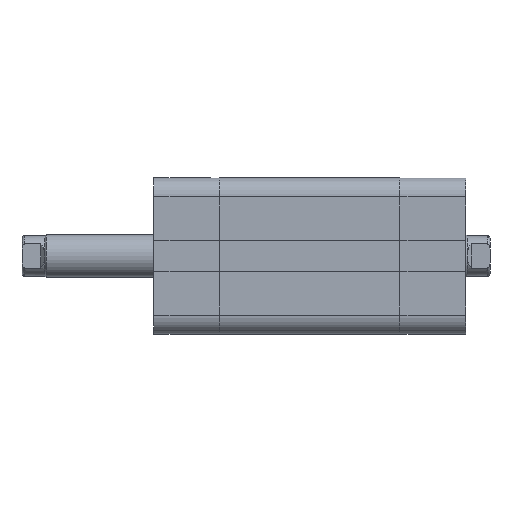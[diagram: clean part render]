
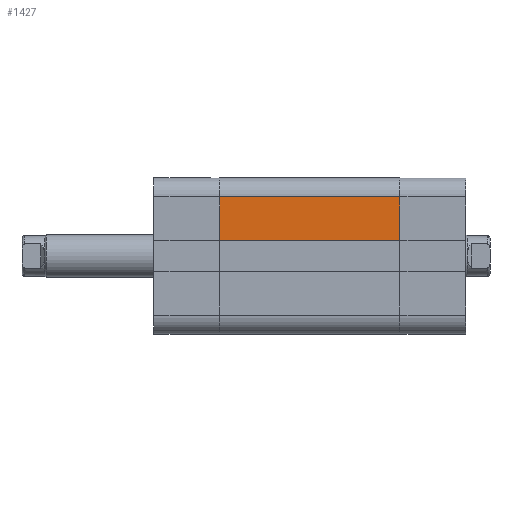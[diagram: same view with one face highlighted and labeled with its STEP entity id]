
A CAD part, front view. The second image highlights one B-rep face of the part: STEP entity #1427.
In plain terms, the highlighted planar face has unit normal (0, -1, 0).
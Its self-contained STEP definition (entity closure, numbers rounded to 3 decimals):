
#349 = EDGE_CURVE ( 'NONE', #1330, #3335, #1880, .T. ) ;
#411 = EDGE_CURVE ( 'NONE', #3297, #1253, #1994, .T. ) ;
#426 = EDGE_CURVE ( 'NONE', #3297, #1330, #989, .T. ) ;
#436 = EDGE_CURVE ( 'NONE', #1253, #3335, #1012, .T. ) ;
#750 = AXIS2_PLACEMENT_3D ( 'NONE', #3240, #3901, #3902 ) ;
#989 = LINE ( 'NONE', #2518, #1001 ) ;
#1001 = VECTOR ( 'NONE', #2519, 1000. ) ;
#1010 = VECTOR ( 'NONE', #2485, 1000. ) ;
#1012 = LINE ( 'NONE', #2542, #1029 ) ;
#1029 = VECTOR ( 'NONE', #2543, 1000. ) ;
#1253 = VERTEX_POINT ( 'NONE', #2997 ) ;
#1330 = VERTEX_POINT ( 'NONE', #3073 ) ;
#1427 = ADVANCED_FACE ( 'NONE', ( #3513 ), #3241, .T. ) ;
#1875 = VECTOR ( 'NONE', #2343, 1000. ) ;
#1880 = LINE ( 'NONE', #2336, #1875 ) ;
#1994 = LINE ( 'NONE', #2484, #1010 ) ;
#2336 = CARTESIAN_POINT ( 'NONE',  ( -11., -14.5, 0. ) ) ;
#2343 = DIRECTION ( 'NONE',  ( 1., 0., 0. ) ) ;
#2484 = CARTESIAN_POINT ( 'NONE',  ( -11., -14.5, -33.5 ) ) ;
#2485 = DIRECTION ( 'NONE',  ( 1., 0., 0. ) ) ;
#2518 = CARTESIAN_POINT ( 'NONE',  ( -11., -14.5, -33.5 ) ) ;
#2519 = DIRECTION ( 'NONE',  ( 0., 0., 1. ) ) ;
#2542 = CARTESIAN_POINT ( 'NONE',  ( -2.85, -14.5, -33.5 ) ) ;
#2543 = DIRECTION ( 'NONE',  ( 0., 0., 1. ) ) ;
#2997 = CARTESIAN_POINT ( 'NONE',  ( -2.85, -14.5, -33.5 ) ) ;
#3073 = CARTESIAN_POINT ( 'NONE',  ( -11., -14.5, 0. ) ) ;
#3240 = CARTESIAN_POINT ( 'NONE',  ( -11., -14.5, -33.5 ) ) ;
#3241 = PLANE ( 'NONE',  #750 ) ;
#3297 = VERTEX_POINT ( 'NONE', #4359 ) ;
#3335 = VERTEX_POINT ( 'NONE', #4390 ) ;
#3513 = FACE_OUTER_BOUND ( 'NONE', #5290, .T. ) ;
#3901 = DIRECTION ( 'NONE',  ( 0., -1., 0. ) ) ;
#3902 = DIRECTION ( 'NONE',  ( 0., 0., -1. ) ) ;
#4359 = CARTESIAN_POINT ( 'NONE',  ( -11., -14.5, -33.5 ) ) ;
#4390 = CARTESIAN_POINT ( 'NONE',  ( -2.85, -14.5, 0. ) ) ;
#5290 = EDGE_LOOP ( 'NONE', ( #5328, #5327, #5326, #5325 ) ) ;
#5325 = ORIENTED_EDGE ( 'NONE', *, *, #411, .T. ) ;
#5326 = ORIENTED_EDGE ( 'NONE', *, *, #426, .F. ) ;
#5327 = ORIENTED_EDGE ( 'NONE', *, *, #349, .F. ) ;
#5328 = ORIENTED_EDGE ( 'NONE', *, *, #436, .T. ) ;
